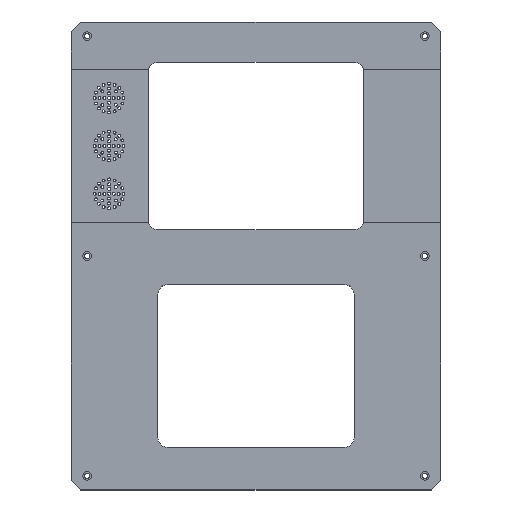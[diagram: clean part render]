
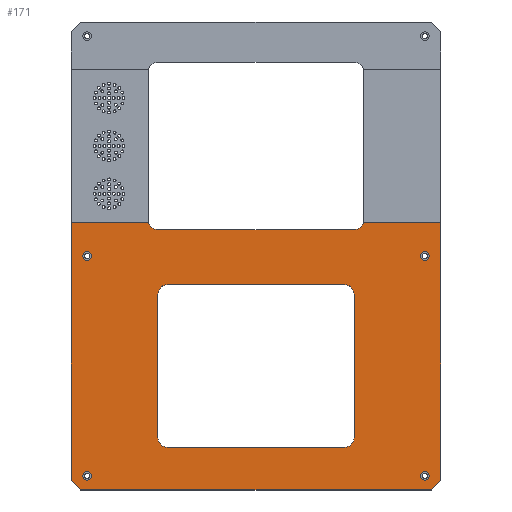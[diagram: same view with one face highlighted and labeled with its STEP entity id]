
A CAD part, top view. The second image highlights one B-rep face of the part: STEP entity #171.
In plain terms, the highlighted planar face has unit normal (0, 0, 1).
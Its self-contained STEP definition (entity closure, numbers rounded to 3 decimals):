
#171=ADVANCED_FACE('',(#1597,#1599,#1601,#1603,#1605,#1607),#1609,.T.);
#1597=FACE_BOUND('',#1598,.T.);
#1598=EDGE_LOOP('',(#2619,#2620,#2621,#2622,#2623,#2624,#2625,#2626,#2627,#2628,
#2629,#2630));
#1599=FACE_BOUND('',#1600,.T.);
#1600=EDGE_LOOP('',(#2631));
#1601=FACE_BOUND('',#1602,.T.);
#1602=EDGE_LOOP('',(#2632));
#1603=FACE_BOUND('',#1604,.T.);
#1604=EDGE_LOOP('',(#2633,#2634,#2635,#2636,#2637,#2638,#2639,#2640));
#1605=FACE_BOUND('',#1606,.T.);
#1606=EDGE_LOOP('',(#2641));
#1607=FACE_BOUND('',#1608,.T.);
#1608=EDGE_LOOP('',(#2642));
#1609=PLANE('',#1610);
#1610=AXIS2_PLACEMENT_3D('',#1611,#1612,#1613);
#1611=CARTESIAN_POINT('',(0.,0.,7.));
#1612=DIRECTION('',(0.,0.,1.));
#1613=DIRECTION('',(1.,0.,0.));
#2619=ORIENTED_EDGE('',*,*,#3106,.F.);
#2620=ORIENTED_EDGE('',*,*,#3101,.T.);
#2621=ORIENTED_EDGE('',*,*,#3186,.T.);
#2622=ORIENTED_EDGE('',*,*,#3187,.T.);
#2623=ORIENTED_EDGE('',*,*,#3188,.T.);
#2624=ORIENTED_EDGE('',*,*,#3189,.T.);
#2625=ORIENTED_EDGE('',*,*,#3190,.F.);
#2626=ORIENTED_EDGE('',*,*,#3191,.F.);
#2627=ORIENTED_EDGE('',*,*,#3192,.T.);
#2628=ORIENTED_EDGE('',*,*,#3193,.T.);
#2629=ORIENTED_EDGE('',*,*,#3194,.T.);
#2630=ORIENTED_EDGE('',*,*,#3114,.F.);
#2631=ORIENTED_EDGE('',*,*,#3195,.T.);
#2632=ORIENTED_EDGE('',*,*,#3196,.T.);
#2633=ORIENTED_EDGE('',*,*,#3197,.T.);
#2634=ORIENTED_EDGE('',*,*,#3198,.T.);
#2635=ORIENTED_EDGE('',*,*,#3199,.T.);
#2636=ORIENTED_EDGE('',*,*,#3200,.T.);
#2637=ORIENTED_EDGE('',*,*,#3201,.T.);
#2638=ORIENTED_EDGE('',*,*,#3202,.T.);
#2639=ORIENTED_EDGE('',*,*,#3203,.T.);
#2640=ORIENTED_EDGE('',*,*,#3204,.T.);
#2641=ORIENTED_EDGE('',*,*,#3205,.T.);
#2642=ORIENTED_EDGE('',*,*,#3206,.T.);
#3101=EDGE_CURVE('',#3702,#3700,#3703,.T.);
#3106=EDGE_CURVE('',#3702,#3710,#3711,.T.);
#3114=EDGE_CURVE('',#3710,#3725,#3726,.T.);
#3186=EDGE_CURVE('',#3700,#3855,#3857,.T.);
#3187=EDGE_CURVE('',#3855,#3858,#3859,.T.);
#3188=EDGE_CURVE('',#3858,#3860,#3861,.T.);
#3189=EDGE_CURVE('',#3860,#3862,#3863,.T.);
#3190=EDGE_CURVE('',#3864,#3862,#3865,.T.);
#3191=EDGE_CURVE('',#3866,#3864,#3867,.T.);
#3192=EDGE_CURVE('',#3866,#3868,#3869,.F.);
#3193=EDGE_CURVE('',#3868,#3870,#3871,.F.);
#3194=EDGE_CURVE('',#3870,#3725,#3872,.F.);
#3195=EDGE_CURVE('',#3873,#3873,#3874,.F.);
#3196=EDGE_CURVE('',#3875,#3875,#3876,.F.);
#3197=EDGE_CURVE('',#3877,#3878,#3879,.F.);
#3198=EDGE_CURVE('',#3878,#3880,#3881,.F.);
#3199=EDGE_CURVE('',#3880,#3882,#3883,.F.);
#3200=EDGE_CURVE('',#3882,#3884,#3885,.F.);
#3201=EDGE_CURVE('',#3884,#3886,#3887,.F.);
#3202=EDGE_CURVE('',#3886,#3888,#3889,.F.);
#3203=EDGE_CURVE('',#3888,#3890,#3891,.F.);
#3204=EDGE_CURVE('',#3890,#3877,#3892,.F.);
#3205=EDGE_CURVE('',#3893,#3893,#3894,.F.);
#3206=EDGE_CURVE('',#3895,#3895,#3896,.F.);
#3700=VERTEX_POINT('',#5028);
#3702=VERTEX_POINT('',#5032);
#3703=LINE('',#5033,#5034);
#3710=VERTEX_POINT('',#5050);
#3711=LINE('',#5051,#5052);
#3725=VERTEX_POINT('',#5081);
#3726=LINE('',#5082,#5083);
#3855=VERTEX_POINT('',#5371);
#3857=LINE('',#5375,#5376);
#3858=VERTEX_POINT('',#5378);
#3859=LINE('',#5379,#5380);
#3860=VERTEX_POINT('',#5382);
#3861=LINE('',#5383,#5384);
#3862=VERTEX_POINT('',#5386);
#3863=LINE('',#5387,#5388);
#3864=VERTEX_POINT('',#5390);
#3865=LINE('',#5391,#5392);
#3866=VERTEX_POINT('',#5394);
#3867=LINE('',#5395,#5396);
#3868=VERTEX_POINT('',#5398);
#3869=CIRCLE('',#5399,10.);
#3870=VERTEX_POINT('',#5403);
#3871=LINE('',#5404,#5405);
#3872=CIRCLE('',#5407,10.);
#3873=VERTEX_POINT('',#5411);
#3874=CIRCLE('',#5412,4.5);
#3875=VERTEX_POINT('',#5416);
#3876=CIRCLE('',#5417,4.5);
#3877=VERTEX_POINT('',#5421);
#3878=VERTEX_POINT('',#5422);
#3879=LINE('',#5423,#5424);
#3880=VERTEX_POINT('',#5426);
#3881=CIRCLE('',#5427,10.);
#3882=VERTEX_POINT('',#5431);
#3883=LINE('',#5432,#5433);
#3884=VERTEX_POINT('',#5435);
#3885=CIRCLE('',#5436,10.);
#3886=VERTEX_POINT('',#5440);
#3887=LINE('',#5441,#5442);
#3888=VERTEX_POINT('',#5444);
#3889=CIRCLE('',#5445,10.);
#3890=VERTEX_POINT('',#5449);
#3891=LINE('',#5450,#5451);
#3892=CIRCLE('',#5453,10.);
#3893=VERTEX_POINT('',#5457);
#3894=CIRCLE('',#5458,4.5);
#3895=VERTEX_POINT('',#5462);
#3896=CIRCLE('',#5463,4.5);
#5028=CARTESIAN_POINT('',(-193.,-234.5,7.));
#5032=CARTESIAN_POINT('',(-193.,35.,7.));
#5033=CARTESIAN_POINT('',(-193.,35.,7.));
#5034=VECTOR('',#5035,1.);
#5035=DIRECTION('',(0.,-1.,0.));
#5050=CARTESIAN_POINT('',(-112.5,35.,7.));
#5051=CARTESIAN_POINT('',(-193.,35.,7.));
#5052=VECTOR('',#5053,1.);
#5053=DIRECTION('',(1.,0.,0.));
#5081=CARTESIAN_POINT('',(-112.5,37.5,7.));
#5082=CARTESIAN_POINT('',(-112.5,35.,7.));
#5083=VECTOR('',#5084,1.);
#5084=DIRECTION('',(0.,1.,0.));
#5371=CARTESIAN_POINT('',(-183.,-244.5,7.));
#5375=CARTESIAN_POINT('',(-193.,-234.5,7.));
#5376=VECTOR('',#5377,1.);
#5377=DIRECTION('',(0.707,-0.707,0.));
#5378=CARTESIAN_POINT('',(183.,-244.5,7.));
#5379=CARTESIAN_POINT('',(-183.,-244.5,7.));
#5380=VECTOR('',#5381,1.);
#5381=DIRECTION('',(1.,0.,0.));
#5382=CARTESIAN_POINT('',(193.,-234.5,7.));
#5383=CARTESIAN_POINT('',(183.,-244.5,7.));
#5384=VECTOR('',#5385,1.);
#5385=DIRECTION('',(0.707,0.707,0.));
#5386=CARTESIAN_POINT('',(193.,35.,7.));
#5387=CARTESIAN_POINT('',(193.,-234.5,7.));
#5388=VECTOR('',#5389,1.);
#5389=DIRECTION('',(0.,1.,0.));
#5390=CARTESIAN_POINT('',(112.5,35.,7.));
#5391=CARTESIAN_POINT('',(112.5,35.,7.));
#5392=VECTOR('',#5393,1.);
#5393=DIRECTION('',(1.,0.,0.));
#5394=CARTESIAN_POINT('',(112.5,37.5,7.));
#5395=CARTESIAN_POINT('',(112.5,37.5,7.));
#5396=VECTOR('',#5397,1.);
#5397=DIRECTION('',(0.,-1.,0.));
#5398=CARTESIAN_POINT('',(102.5,27.5,7.));
#5399=AXIS2_PLACEMENT_3D('',#5400,#5401,#5402);
#5400=CARTESIAN_POINT('',(102.5,37.5,7.));
#5401=DIRECTION('',(-0.,0.,1.));
#5402=DIRECTION('',(0.,-1.,0.));
#5403=CARTESIAN_POINT('',(-102.5,27.5,7.));
#5404=CARTESIAN_POINT('',(-102.5,27.5,7.));
#5405=VECTOR('',#5406,1.);
#5406=DIRECTION('',(1.,0.,0.));
#5407=AXIS2_PLACEMENT_3D('',#5408,#5409,#5410);
#5408=CARTESIAN_POINT('',(-102.5,37.5,7.));
#5409=DIRECTION('',(0.,0.,1.));
#5410=DIRECTION('',(-1.,0.,0.));
#5411=CARTESIAN_POINT('',(-176.5,-225.25,7.));
#5412=AXIS2_PLACEMENT_3D('',#5413,#5414,#5415);
#5413=CARTESIAN_POINT('',(-176.5,-229.75,7.));
#5414=DIRECTION('',(0.,0.,1.));
#5415=DIRECTION('',(0.,1.,0.));
#5416=CARTESIAN_POINT('',(176.5,4.5,7.));
#5417=AXIS2_PLACEMENT_3D('',#5418,#5419,#5420);
#5418=CARTESIAN_POINT('',(176.5,0.,7.));
#5419=DIRECTION('',(0.,0.,1.));
#5420=DIRECTION('',(0.,1.,0.));
#5421=CARTESIAN_POINT('',(102.5,-40.,7.));
#5422=CARTESIAN_POINT('',(102.5,-190.,7.));
#5423=CARTESIAN_POINT('',(102.5,-190.,7.));
#5424=VECTOR('',#5425,1.);
#5425=DIRECTION('',(0.,1.,0.));
#5426=CARTESIAN_POINT('',(92.5,-200.,7.));
#5427=AXIS2_PLACEMENT_3D('',#5428,#5429,#5430);
#5428=CARTESIAN_POINT('',(92.5,-190.,7.));
#5429=DIRECTION('',(-0.,0.,1.));
#5430=DIRECTION('',(0.,-1.,0.));
#5431=CARTESIAN_POINT('',(-92.5,-200.,7.));
#5432=CARTESIAN_POINT('',(-92.5,-200.,7.));
#5433=VECTOR('',#5434,1.);
#5434=DIRECTION('',(1.,0.,0.));
#5435=CARTESIAN_POINT('',(-102.5,-190.,7.));
#5436=AXIS2_PLACEMENT_3D('',#5437,#5438,#5439);
#5437=CARTESIAN_POINT('',(-92.5,-190.,7.));
#5438=DIRECTION('',(0.,0.,1.));
#5439=DIRECTION('',(-1.,0.,0.));
#5440=CARTESIAN_POINT('',(-102.5,-40.,7.));
#5441=CARTESIAN_POINT('',(-102.5,-40.,7.));
#5442=VECTOR('',#5443,1.);
#5443=DIRECTION('',(0.,-1.,0.));
#5444=CARTESIAN_POINT('',(-92.5,-30.,7.));
#5445=AXIS2_PLACEMENT_3D('',#5446,#5447,#5448);
#5446=CARTESIAN_POINT('',(-92.5,-40.,7.));
#5447=DIRECTION('',(0.,-0.,1.));
#5448=DIRECTION('',(0.,1.,0.));
#5449=CARTESIAN_POINT('',(92.5,-30.,7.));
#5450=CARTESIAN_POINT('',(92.5,-30.,7.));
#5451=VECTOR('',#5452,1.);
#5452=DIRECTION('',(-1.,0.,0.));
#5453=AXIS2_PLACEMENT_3D('',#5454,#5455,#5456);
#5454=CARTESIAN_POINT('',(92.5,-40.,7.));
#5455=DIRECTION('',(0.,0.,1.));
#5456=DIRECTION('',(1.,0.,0.));
#5457=CARTESIAN_POINT('',(176.5,-225.25,7.));
#5458=AXIS2_PLACEMENT_3D('',#5459,#5460,#5461);
#5459=CARTESIAN_POINT('',(176.5,-229.75,7.));
#5460=DIRECTION('',(0.,0.,1.));
#5461=DIRECTION('',(0.,1.,0.));
#5462=CARTESIAN_POINT('',(-176.5,4.5,7.));
#5463=AXIS2_PLACEMENT_3D('',#5464,#5465,#5466);
#5464=CARTESIAN_POINT('',(-176.5,0.,7.));
#5465=DIRECTION('',(0.,0.,1.));
#5466=DIRECTION('',(0.,1.,0.));
